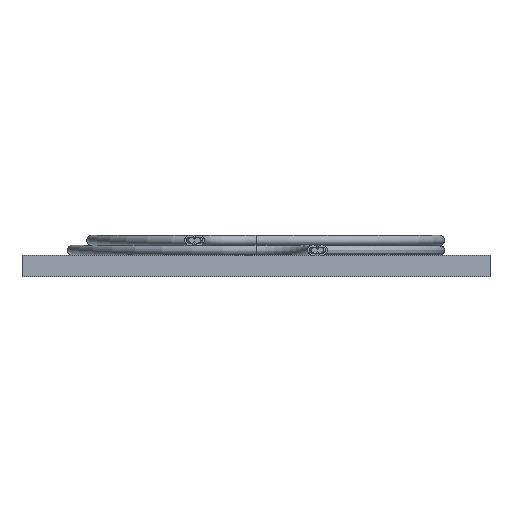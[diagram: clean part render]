
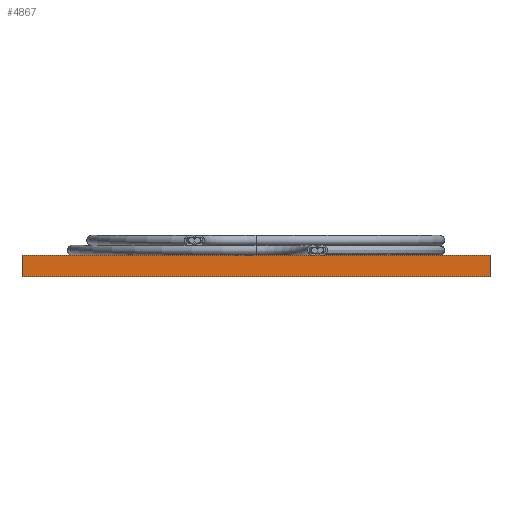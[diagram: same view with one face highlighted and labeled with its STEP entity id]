
A CAD part, front view. The second image highlights one B-rep face of the part: STEP entity #4867.
In plain terms, the highlighted planar face has unit normal (0, -1, 0).
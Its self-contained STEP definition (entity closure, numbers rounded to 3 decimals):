
#101=PLANE('',#5221);
#228=LINE('',#13252,#380);
#229=LINE('',#13254,#381);
#230=LINE('',#13256,#382);
#231=LINE('',#13258,#383);
#380=VECTOR('',#5953,1000.);
#381=VECTOR('',#5956,1000.);
#382=VECTOR('',#5957,1000.);
#383=VECTOR('',#5958,1000.);
#1374=ORIENTED_EDGE('',*,*,#2032,.F.);
#1375=ORIENTED_EDGE('',*,*,#2031,.F.);
#1376=ORIENTED_EDGE('',*,*,#2033,.T.);
#1377=ORIENTED_EDGE('',*,*,#2034,.T.);
#2031=EDGE_CURVE('',#2372,#2370,#228,.T.);
#2032=EDGE_CURVE('',#2370,#2373,#229,.T.);
#2033=EDGE_CURVE('',#2372,#2374,#230,.T.);
#2034=EDGE_CURVE('',#2374,#2373,#231,.T.);
#2370=VERTEX_POINT('',#13247);
#2372=VERTEX_POINT('',#13251);
#2373=VERTEX_POINT('',#13255);
#2374=VERTEX_POINT('',#13257);
#2770=EDGE_LOOP('',(#1374,#1375,#1376,#1377));
#3033=FACE_BOUND('',#2770,.T.);
#4867=ADVANCED_FACE('',(#3033),#101,.T.);
#5221=AXIS2_PLACEMENT_3D('',#13253,#5954,#5955);
#5953=DIRECTION('',(0.,0.,1.));
#5954=DIRECTION('',(0.,-1.,0.));
#5955=DIRECTION('',(0.,0.,-1.));
#5956=DIRECTION('',(1.,0.,0.));
#5957=DIRECTION('',(1.,0.,0.));
#5958=DIRECTION('',(0.,0.,1.));
#13247=CARTESIAN_POINT('',(-26.65,-26.65,-0.55));
#13251=CARTESIAN_POINT('',(-26.65,-26.65,-3.05));
#13252=CARTESIAN_POINT('',(-26.65,-26.65,-3.05));
#13253=CARTESIAN_POINT('',(-26.65,-26.65,-3.05));
#13254=CARTESIAN_POINT('',(-26.65,-26.65,-0.55));
#13255=CARTESIAN_POINT('',(26.65,-26.65,-0.55));
#13256=CARTESIAN_POINT('',(-26.65,-26.65,-3.05));
#13257=CARTESIAN_POINT('',(26.65,-26.65,-3.05));
#13258=CARTESIAN_POINT('',(26.65,-26.65,-3.05));
